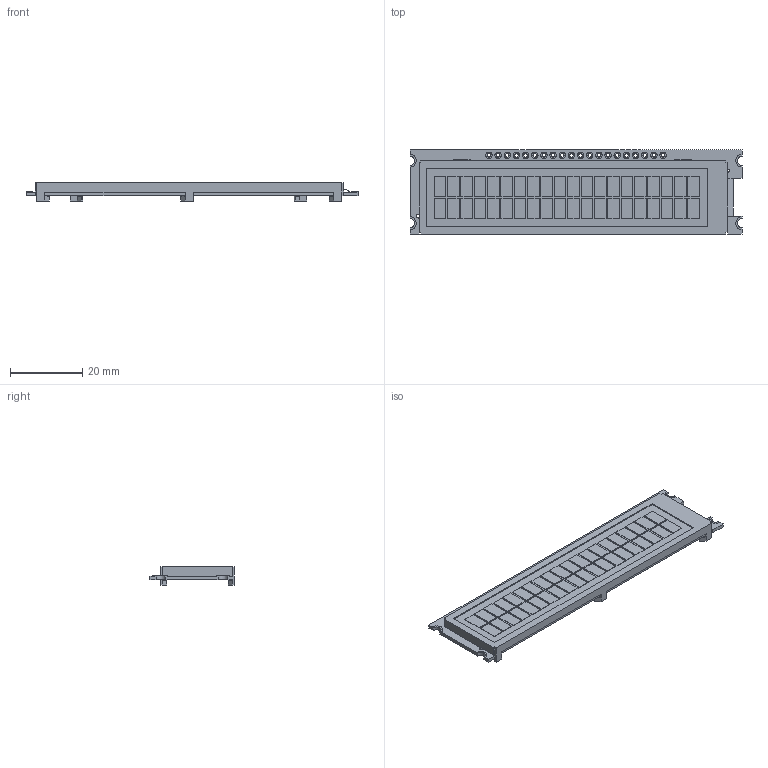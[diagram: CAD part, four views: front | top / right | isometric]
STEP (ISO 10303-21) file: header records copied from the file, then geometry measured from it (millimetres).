
FILE_DESCRIPTION (( 'STEP AP214' ), '1' );
FILE_NAME ('NHD-0220CW.STEP', '2018-05-08T13:03:31', ( '' ), ( '' ), 'SwSTEP 2.0', 'SolidWorks 2018', '' );
FILE_SCHEMA (( 'AUTOMOTIVE_DESIGN' ));
Length unit declared in the file: millimetre
Products named in the file (1): NHD-0220CW
Bounding box: 92 x 23.3 x 5 mm (x, y, z)
Volume: 6104.4 mm3; surface area: 5579.1 mm2
Topology: 6 solids, 6 shells, 533 faces, 1303 edges, 859 vertices
Faces by surface type: plane 376, cylinder 155, bspline 2
Entity records: 19386 total; most frequent: CARTESIAN_POINT 2714, DIRECTION 2677, ORIENTED_EDGE 2606, EDGE_CURVE 1303, LINE 985, VECTOR 985, VERTEX_POINT 859, AXIS2_PLACEMENT_3D 846
